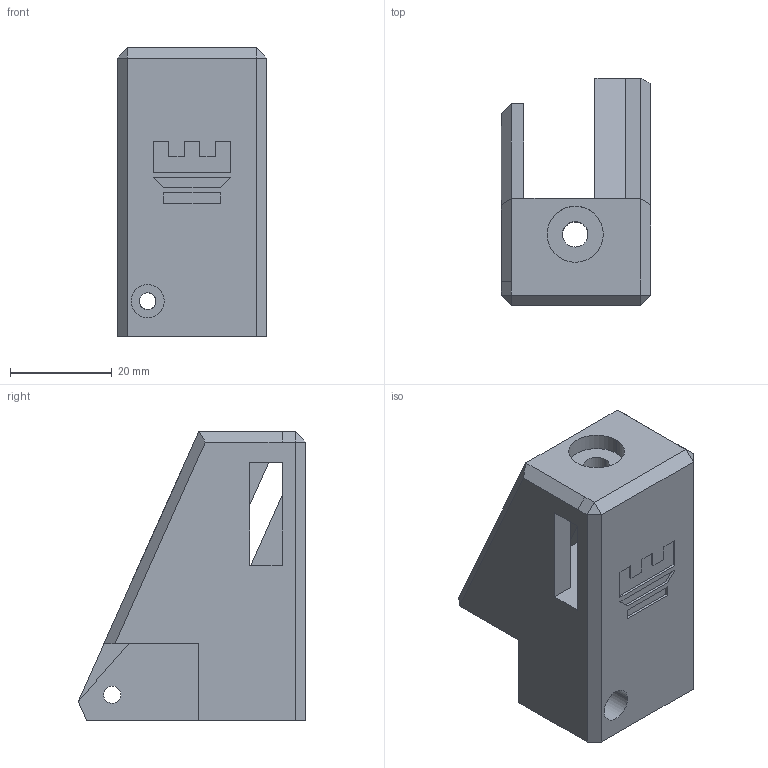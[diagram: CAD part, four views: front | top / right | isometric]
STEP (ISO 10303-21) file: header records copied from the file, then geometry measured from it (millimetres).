
FILE_DESCRIPTION (( 'STEP AP214' ), '1' );
FILE_NAME ('V1Right_Idler 1.0.STEP', '2022-11-15T20:36:36', ( '' ), ( '' ), 'SwSTEP 2.0', 'SolidWorks 2020', '' );
FILE_SCHEMA (( 'AUTOMOTIVE_DESIGN' ));
Length unit declared in the file: inch
Products named in the file (1): V1Right_Idler 1.0
Bounding box: 29.44 x 44.68 x 56.6 mm (x, y, z)
Volume: 32010 mm3; surface area: 11751.5 mm2
Topology: 1 solids, 1 shells, 79 faces, 207 edges, 133 vertices
Faces by surface type: plane 65, cylinder 12, bspline 2
Entity records: 3088 total; most frequent: CARTESIAN_POINT 473, ORIENTED_EDGE 414, DIRECTION 382, EDGE_CURVE 207, VECTOR 178, LINE 178, VERTEX_POINT 133, AXIS2_PLACEMENT_3D 102
